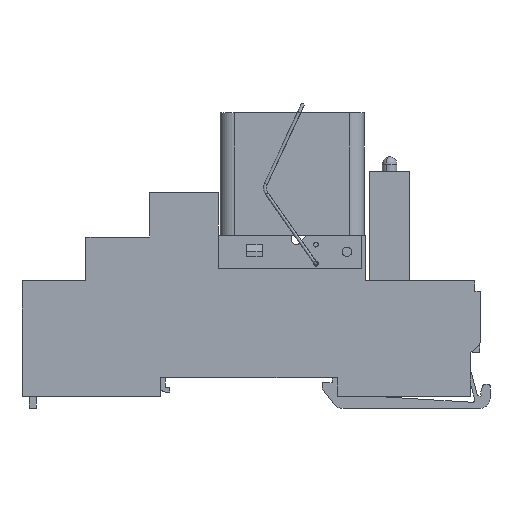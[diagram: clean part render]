
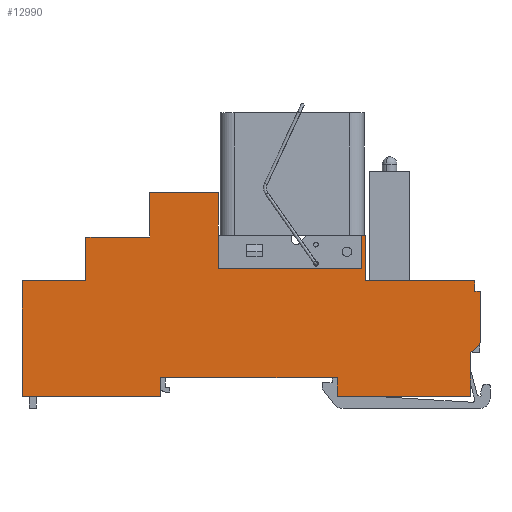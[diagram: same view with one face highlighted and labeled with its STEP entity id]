
A CAD part, left-side view. The second image highlights one B-rep face of the part: STEP entity #12990.
In plain terms, the highlighted planar face has unit normal (-1, 0, 0).
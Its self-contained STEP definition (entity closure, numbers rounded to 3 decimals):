
#12947=AXIS2_PLACEMENT_3D('Plane Axis2P3D',#12944,#12945,#12946) ;
#78=CARTESIAN_POINT('Vertex',(0.,26.,26.7)) ;
#81=CARTESIAN_POINT('Line Origine',(0.,14.6,26.7)) ;
#85=CARTESIAN_POINT('Vertex',(0.,3.2,26.7)) ;
#11115=CARTESIAN_POINT('Vertex',(0.,32.,2.5)) ;
#11118=CARTESIAN_POINT('Line Origine',(0.,32.,4.45)) ;
#11122=CARTESIAN_POINT('Vertex',(0.,32.,6.4)) ;
#11147=CARTESIAN_POINT('Vertex',(0.,2.,13.7)) ;
#11150=CARTESIAN_POINT('Line Origine',(0.,3.,12.7)) ;
#11154=CARTESIAN_POINT('Vertex',(0.,4.,11.7)) ;
#11175=CARTESIAN_POINT('Vertex',(0.,3.2,24.5)) ;
#11178=CARTESIAN_POINT('Line Origine',(0.,2.6,24.5)) ;
#11182=CARTESIAN_POINT('Vertex',(0.,2.,24.5)) ;
#11292=CARTESIAN_POINT('Vertex',(0.,71.3,35.9)) ;
#11297=CARTESIAN_POINT('Line Origine',(0.,71.3,40.55)) ;
#11301=CARTESIAN_POINT('Vertex',(0.,71.3,45.2)) ;
#11333=CARTESIAN_POINT('Vertex',(0.,84.7,35.9)) ;
#11338=CARTESIAN_POINT('Line Origine',(0.,78.,35.9)) ;
#11429=CARTESIAN_POINT('Vertex',(0.,84.7,26.7)) ;
#11434=CARTESIAN_POINT('Line Origine',(0.,84.7,31.3)) ;
#11456=CARTESIAN_POINT('Vertex',(0.,98.1,26.7)) ;
#11461=CARTESIAN_POINT('Line Origine',(0.,91.4,26.7)) ;
#11552=CARTESIAN_POINT('Vertex',(0.,98.1,2.5)) ;
#11557=CARTESIAN_POINT('Line Origine',(0.,98.1,14.6)) ;
#11581=CARTESIAN_POINT('Control Point',(0.,98.1,2.5)) ;
#11582=CARTESIAN_POINT('Control Point',(0.,69.1,2.5)) ;
#11583=CARTESIAN_POINT('Vertex',(0.,69.1,2.5)) ;
#11619=CARTESIAN_POINT('Vertex',(0.,69.1,6.4)) ;
#11622=CARTESIAN_POINT('Line Origine',(0.,69.1,4.45)) ;
#11656=CARTESIAN_POINT('Line Origine',(0.,50.55,6.4)) ;
#11720=CARTESIAN_POINT('Vertex',(0.,4.,2.5)) ;
#11723=CARTESIAN_POINT('Line Origine',(0.,18.,2.5)) ;
#11745=CARTESIAN_POINT('Line Origine',(0.,4.,7.1)) ;
#11814=CARTESIAN_POINT('Line Origine',(0.,2.,19.1)) ;
#11863=CARTESIAN_POINT('Line Origine',(0.,3.2,25.6)) ;
#12535=CARTESIAN_POINT('Line Origine',(0.,64.15,45.2)) ;
#12539=CARTESIAN_POINT('Vertex',(0.,57.,45.2)) ;
#12631=CARTESIAN_POINT('Line Origine',(0.,42.,29.3)) ;
#12635=CARTESIAN_POINT('Vertex',(0.,57.,29.3)) ;
#12637=CARTESIAN_POINT('Vertex',(0.,27.,29.3)) ;
#12924=CARTESIAN_POINT('Line Origine',(0.,27.,32.8)) ;
#12928=CARTESIAN_POINT('Vertex',(0.,27.,36.3)) ;
#12944=CARTESIAN_POINT('Axis2P3D Location',(0.,0.,0.)) ;
#12949=CARTESIAN_POINT('Line Origine',(0.,57.,37.25)) ;
#12954=CARTESIAN_POINT('Line Origine',(0.,26.,31.5)) ;
#12958=CARTESIAN_POINT('Vertex',(0.,26.,36.3)) ;
#12961=CARTESIAN_POINT('Line Origine',(0.,26.5,36.3)) ;
#82=DIRECTION('Vector Direction',(0.,1.,0.)) ;
#11119=DIRECTION('Vector Direction',(0.,0.,-1.)) ;
#11151=DIRECTION('Vector Direction',(0.,-0.707,0.707)) ;
#11179=DIRECTION('Vector Direction',(0.,1.,0.)) ;
#11298=DIRECTION('Vector Direction',(0.,0.,-1.)) ;
#11339=DIRECTION('Vector Direction',(0.,1.,0.)) ;
#11435=DIRECTION('Vector Direction',(0.,0.,-1.)) ;
#11462=DIRECTION('Vector Direction',(0.,1.,0.)) ;
#11558=DIRECTION('Vector Direction',(0.,0.,-1.)) ;
#11623=DIRECTION('Vector Direction',(0.,0.,1.)) ;
#11657=DIRECTION('Vector Direction',(0.,-1.,0.)) ;
#11724=DIRECTION('Vector Direction',(0.,1.,0.)) ;
#11746=DIRECTION('Vector Direction',(0.,0.,-1.)) ;
#11815=DIRECTION('Vector Direction',(0.,0.,1.)) ;
#11864=DIRECTION('Vector Direction',(0.,0.,1.)) ;
#12536=DIRECTION('Vector Direction',(0.,1.,0.)) ;
#12632=DIRECTION('Vector Direction',(0.,-1.,0.)) ;
#12925=DIRECTION('Vector Direction',(0.,0.,-1.)) ;
#12945=DIRECTION('Axis2P3D Direction',(1.,0.,0.)) ;
#12946=DIRECTION('Axis2P3D XDirection',(0.,1.,0.)) ;
#12950=DIRECTION('Vector Direction',(0.,0.,-1.)) ;
#12955=DIRECTION('Vector Direction',(0.,0.,1.)) ;
#12962=DIRECTION('Vector Direction',(0.,1.,0.)) ;
#83=VECTOR('Line Direction',#82,1.) ;
#11120=VECTOR('Line Direction',#11119,1.) ;
#11152=VECTOR('Line Direction',#11151,1.) ;
#11180=VECTOR('Line Direction',#11179,1.) ;
#11299=VECTOR('Line Direction',#11298,1.) ;
#11340=VECTOR('Line Direction',#11339,1.) ;
#11436=VECTOR('Line Direction',#11435,1.) ;
#11463=VECTOR('Line Direction',#11462,1.) ;
#11559=VECTOR('Line Direction',#11558,1.) ;
#11624=VECTOR('Line Direction',#11623,1.) ;
#11658=VECTOR('Line Direction',#11657,1.) ;
#11725=VECTOR('Line Direction',#11724,1.) ;
#11747=VECTOR('Line Direction',#11746,1.) ;
#11816=VECTOR('Line Direction',#11815,1.) ;
#11865=VECTOR('Line Direction',#11864,1.) ;
#12537=VECTOR('Line Direction',#12536,1.) ;
#12633=VECTOR('Line Direction',#12632,1.) ;
#12926=VECTOR('Line Direction',#12925,1.) ;
#12951=VECTOR('Line Direction',#12950,1.) ;
#12956=VECTOR('Line Direction',#12955,1.) ;
#12963=VECTOR('Line Direction',#12962,1.) ;
#12967=ORIENTED_EDGE('',*,*,#12930,.T.) ;
#12968=ORIENTED_EDGE('',*,*,#12639,.F.) ;
#12969=ORIENTED_EDGE('',*,*,#12953,.F.) ;
#12970=ORIENTED_EDGE('',*,*,#12541,.F.) ;
#12971=ORIENTED_EDGE('',*,*,#11303,.F.) ;
#12972=ORIENTED_EDGE('',*,*,#11342,.F.) ;
#12973=ORIENTED_EDGE('',*,*,#11438,.F.) ;
#12974=ORIENTED_EDGE('',*,*,#11465,.F.) ;
#12975=ORIENTED_EDGE('',*,*,#11561,.F.) ;
#12976=ORIENTED_EDGE('',*,*,#11585,.F.) ;
#12977=ORIENTED_EDGE('',*,*,#11626,.F.) ;
#12978=ORIENTED_EDGE('',*,*,#11660,.F.) ;
#12979=ORIENTED_EDGE('',*,*,#11124,.F.) ;
#12980=ORIENTED_EDGE('',*,*,#11727,.F.) ;
#12981=ORIENTED_EDGE('',*,*,#11749,.F.) ;
#12982=ORIENTED_EDGE('',*,*,#11156,.F.) ;
#12983=ORIENTED_EDGE('',*,*,#11818,.T.) ;
#12984=ORIENTED_EDGE('',*,*,#11184,.F.) ;
#12985=ORIENTED_EDGE('',*,*,#11867,.F.) ;
#12986=ORIENTED_EDGE('',*,*,#87,.F.) ;
#12987=ORIENTED_EDGE('',*,*,#12960,.F.) ;
#12988=ORIENTED_EDGE('',*,*,#12965,.F.) ;
#12990=ADVANCED_FACE('SOCKEL',(#12989),#12948,.F.) ;
#11580=B_SPLINE_CURVE_WITH_KNOTS('',1,(#11581,#11582),.UNSPECIFIED.,.F.,.U.,(2,2),(0.,29.),.UNSPECIFIED.) ;
#87=EDGE_CURVE('',#79,#86,#84,.F.) ;
#11124=EDGE_CURVE('',#11116,#11123,#11121,.F.) ;
#11156=EDGE_CURVE('',#11148,#11155,#11153,.F.) ;
#11184=EDGE_CURVE('',#11176,#11183,#11181,.F.) ;
#11303=EDGE_CURVE('',#11293,#11302,#11300,.F.) ;
#11342=EDGE_CURVE('',#11334,#11293,#11341,.F.) ;
#11438=EDGE_CURVE('',#11430,#11334,#11437,.F.) ;
#11465=EDGE_CURVE('',#11457,#11430,#11464,.F.) ;
#11561=EDGE_CURVE('',#11553,#11457,#11560,.F.) ;
#11585=EDGE_CURVE('',#11584,#11553,#11580,.F.) ;
#11626=EDGE_CURVE('',#11620,#11584,#11625,.F.) ;
#11660=EDGE_CURVE('',#11123,#11620,#11659,.F.) ;
#11727=EDGE_CURVE('',#11721,#11116,#11726,.T.) ;
#11749=EDGE_CURVE('',#11155,#11721,#11748,.T.) ;
#11818=EDGE_CURVE('',#11148,#11183,#11817,.T.) ;
#11867=EDGE_CURVE('',#86,#11176,#11866,.F.) ;
#12541=EDGE_CURVE('',#11302,#12540,#12538,.F.) ;
#12639=EDGE_CURVE('',#12636,#12638,#12634,.T.) ;
#12930=EDGE_CURVE('',#12929,#12638,#12927,.T.) ;
#12953=EDGE_CURVE('',#12540,#12636,#12952,.T.) ;
#12960=EDGE_CURVE('',#12959,#79,#12957,.F.) ;
#12965=EDGE_CURVE('',#12929,#12959,#12964,.F.) ;
#12966=EDGE_LOOP('',(#12967,#12968,#12969,#12970,#12971,#12972,#12973,#12974,#12975,#12976,#12977,#12978,#12979,#12980,#12981,#12982,#12983,#12984,#12985,#12986,#12987,#12988)) ;
#12989=FACE_OUTER_BOUND('',#12966,.T.) ;
#84=LINE('Line',#81,#83) ;
#11121=LINE('Line',#11118,#11120) ;
#11153=LINE('Line',#11150,#11152) ;
#11181=LINE('Line',#11178,#11180) ;
#11300=LINE('Line',#11297,#11299) ;
#11341=LINE('Line',#11338,#11340) ;
#11437=LINE('Line',#11434,#11436) ;
#11464=LINE('Line',#11461,#11463) ;
#11560=LINE('Line',#11557,#11559) ;
#11625=LINE('Line',#11622,#11624) ;
#11659=LINE('Line',#11656,#11658) ;
#11726=LINE('Line',#11723,#11725) ;
#11748=LINE('Line',#11745,#11747) ;
#11817=LINE('Line',#11814,#11816) ;
#11866=LINE('Line',#11863,#11865) ;
#12538=LINE('Line',#12535,#12537) ;
#12634=LINE('Line',#12631,#12633) ;
#12927=LINE('Line',#12924,#12926) ;
#12952=LINE('Line',#12949,#12951) ;
#12957=LINE('Line',#12954,#12956) ;
#12964=LINE('Line',#12961,#12963) ;
#12948=PLANE('',#12947) ;
#79=VERTEX_POINT('',#78) ;
#86=VERTEX_POINT('',#85) ;
#11116=VERTEX_POINT('',#11115) ;
#11123=VERTEX_POINT('',#11122) ;
#11148=VERTEX_POINT('',#11147) ;
#11155=VERTEX_POINT('',#11154) ;
#11176=VERTEX_POINT('',#11175) ;
#11183=VERTEX_POINT('',#11182) ;
#11293=VERTEX_POINT('',#11292) ;
#11302=VERTEX_POINT('',#11301) ;
#11334=VERTEX_POINT('',#11333) ;
#11430=VERTEX_POINT('',#11429) ;
#11457=VERTEX_POINT('',#11456) ;
#11553=VERTEX_POINT('',#11552) ;
#11584=VERTEX_POINT('',#11583) ;
#11620=VERTEX_POINT('',#11619) ;
#11721=VERTEX_POINT('',#11720) ;
#12540=VERTEX_POINT('',#12539) ;
#12636=VERTEX_POINT('',#12635) ;
#12638=VERTEX_POINT('',#12637) ;
#12929=VERTEX_POINT('',#12928) ;
#12959=VERTEX_POINT('',#12958) ;
